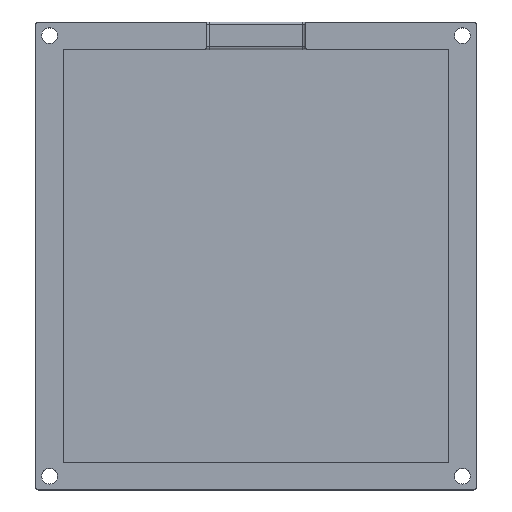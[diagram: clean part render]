
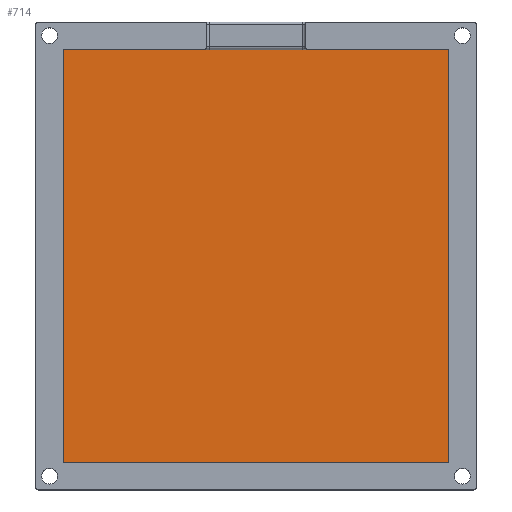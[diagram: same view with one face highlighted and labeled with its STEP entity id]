
A CAD part, top view. The second image highlights one B-rep face of the part: STEP entity #714.
In plain terms, the highlighted planar face has unit normal (0, 0, 1).
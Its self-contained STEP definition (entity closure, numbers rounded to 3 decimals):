
#92=FACE_OUTER_BOUND('',#142,.T.);
#142=EDGE_LOOP('',(#655,#656,#657,#658));
#192=LINE('',#1234,#248);
#194=LINE('',#1239,#250);
#196=LINE('',#1243,#252);
#198=LINE('',#1246,#254);
#248=VECTOR('',#1028,10.);
#250=VECTOR('',#1034,10.);
#252=VECTOR('',#1038,10.);
#254=VECTOR('',#1042,10.);
#355=VERTEX_POINT('',#1231);
#356=VERTEX_POINT('',#1233);
#357=VERTEX_POINT('',#1238);
#358=VERTEX_POINT('',#1242);
#452=EDGE_CURVE('',#356,#355,#192,.T.);
#454=EDGE_CURVE('',#357,#356,#194,.T.);
#456=EDGE_CURVE('',#358,#357,#196,.T.);
#458=EDGE_CURVE('',#355,#358,#198,.T.);
#655=ORIENTED_EDGE('',*,*,#456,.T.);
#656=ORIENTED_EDGE('',*,*,#454,.T.);
#657=ORIENTED_EDGE('',*,*,#452,.T.);
#658=ORIENTED_EDGE('',*,*,#458,.T.);
#672=PLANE('',#814);
#714=ADVANCED_FACE('',(#92),#672,.T.);
#814=AXIS2_PLACEMENT_3D('',#1247,#1043,#1044);
#1028=DIRECTION('',(-1.,0.,0.));
#1034=DIRECTION('',(0.,1.,0.));
#1038=DIRECTION('',(1.,0.,0.));
#1042=DIRECTION('',(0.,-1.,0.));
#1043=DIRECTION('center_axis',(0.,0.,1.));
#1044=DIRECTION('ref_axis',(1.,0.,0.));
#1231=CARTESIAN_POINT('',(-35.472,37.173,3.));
#1233=CARTESIAN_POINT('',(34.528,37.173,3.));
#1234=CARTESIAN_POINT('',(-35.472,37.173,3.));
#1238=CARTESIAN_POINT('',(34.528,-37.827,3.));
#1239=CARTESIAN_POINT('',(34.528,37.173,3.));
#1242=CARTESIAN_POINT('',(-35.472,-37.827,3.));
#1243=CARTESIAN_POINT('',(34.528,-37.827,3.));
#1246=CARTESIAN_POINT('',(-35.472,-37.827,3.));
#1247=CARTESIAN_POINT('Origin',(-0.472,-0.327,3.));
